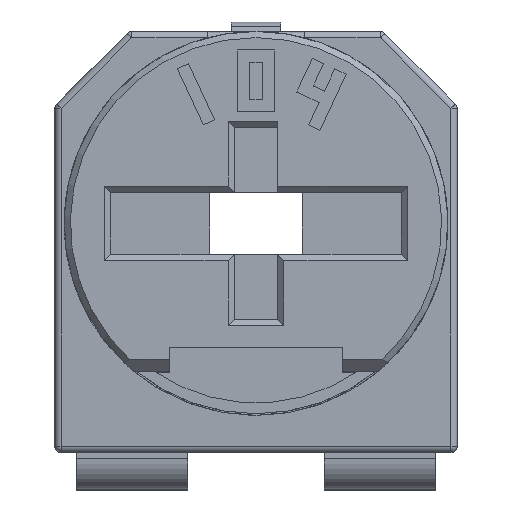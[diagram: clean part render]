
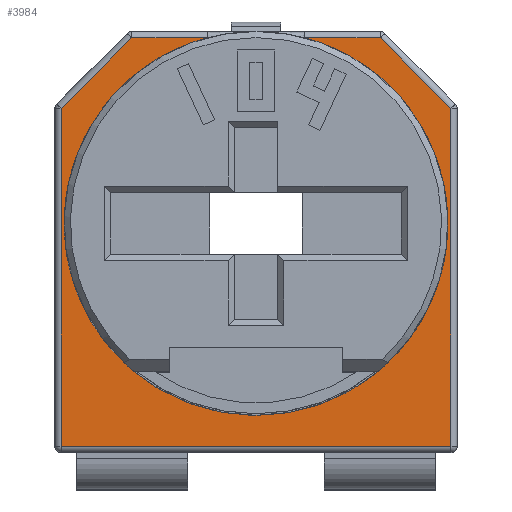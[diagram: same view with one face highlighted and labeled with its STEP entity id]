
A CAD part, top view. The second image highlights one B-rep face of the part: STEP entity #3984.
In plain terms, the highlighted planar face has unit normal (0, 0, 1).
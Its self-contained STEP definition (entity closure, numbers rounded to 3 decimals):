
#195=CIRCLE('',#4293,3.1);
#196=CIRCLE('',#4294,3.1);
#526=FACE_OUTER_BOUND('',#746,.T.);
#746=EDGE_LOOP('',(#3370,#3371,#3372,#3373,#3374,#3375,#3376,#3377,#3378));
#1132=LINE('',#6837,#1559);
#1133=LINE('',#6842,#1560);
#1136=LINE('',#6853,#1563);
#1138=LINE('',#6861,#1565);
#1140=LINE('',#6869,#1567);
#1141=LINE('',#6874,#1568);
#1143=LINE('',#6882,#1570);
#1559=VECTOR('',#5089,10.);
#1560=VECTOR('',#5094,10.);
#1563=VECTOR('',#5105,10.);
#1565=VECTOR('',#5113,10.);
#1567=VECTOR('',#5121,10.);
#1568=VECTOR('',#5126,10.);
#1570=VECTOR('',#5136,10.);
#1948=VERTEX_POINT('',#6833);
#1949=VERTEX_POINT('',#6835);
#1951=VERTEX_POINT('',#6841);
#1953=VERTEX_POINT('',#6847);
#1956=VERTEX_POINT('',#6855);
#1959=VERTEX_POINT('',#6863);
#1963=VERTEX_POINT('',#6873);
#1965=VERTEX_POINT('',#6879);
#1977=VERTEX_POINT('',#6988);
#2429=EDGE_CURVE('',#1949,#1948,#1132,.T.);
#2431=EDGE_CURVE('',#1948,#1951,#1133,.T.);
#2437=EDGE_CURVE('',#1951,#1953,#1136,.T.);
#2441=EDGE_CURVE('',#1953,#1956,#1138,.T.);
#2445=EDGE_CURVE('',#1956,#1959,#1140,.T.);
#2447=EDGE_CURVE('',#1959,#1963,#1141,.T.);
#2452=EDGE_CURVE('',#1963,#1965,#1143,.T.);
#2480=EDGE_CURVE('',#1977,#1949,#195,.T.);
#2481=EDGE_CURVE('',#1965,#1977,#196,.T.);
#3370=ORIENTED_EDGE('',*,*,#2452,.F.);
#3371=ORIENTED_EDGE('',*,*,#2447,.F.);
#3372=ORIENTED_EDGE('',*,*,#2445,.F.);
#3373=ORIENTED_EDGE('',*,*,#2441,.F.);
#3374=ORIENTED_EDGE('',*,*,#2437,.F.);
#3375=ORIENTED_EDGE('',*,*,#2431,.F.);
#3376=ORIENTED_EDGE('',*,*,#2429,.F.);
#3377=ORIENTED_EDGE('',*,*,#2480,.F.);
#3378=ORIENTED_EDGE('',*,*,#2481,.F.);
#3785=PLANE('',#4292);
#3984=ADVANCED_FACE('',(#526),#3785,.T.);
#4292=AXIS2_PLACEMENT_3D('',#6987,#5199,#5200);
#4293=AXIS2_PLACEMENT_3D('',#6989,#5201,#5202);
#4294=AXIS2_PLACEMENT_3D('',#6990,#5203,#5204);
#5089=DIRECTION('',(1.,0.,0.));
#5094=DIRECTION('',(0.707,-0.707,0.));
#5105=DIRECTION('',(0.,-1.,0.));
#5113=DIRECTION('',(-1.,0.,0.));
#5121=DIRECTION('',(0.,1.,0.));
#5126=DIRECTION('',(0.707,0.707,0.));
#5136=DIRECTION('',(1.,0.,0.));
#5199=DIRECTION('center_axis',(0.,0.,1.));
#5200=DIRECTION('ref_axis',(1.,0.,0.));
#5201=DIRECTION('center_axis',(0.,0.,1.));
#5202=DIRECTION('ref_axis',(1.,0.,0.));
#5203=DIRECTION('center_axis',(0.,0.,1.));
#5204=DIRECTION('ref_axis',(1.,0.,0.));
#6833=CARTESIAN_POINT('',(2.009,3.,0.));
#6835=CARTESIAN_POINT('',(0.781,3.,0.));
#6837=CARTESIAN_POINT('',(-1.625,3.,0.));
#6841=CARTESIAN_POINT('',(3.15,1.859,0.));
#6842=CARTESIAN_POINT('',(2.617,2.392,0.));
#6847=CARTESIAN_POINT('',(3.15,-3.6,0.));
#6853=CARTESIAN_POINT('',(3.15,1.4,0.));
#6855=CARTESIAN_POINT('',(-3.15,-3.6,0.));
#6861=CARTESIAN_POINT('',(1.625,-3.6,0.));
#6863=CARTESIAN_POINT('',(-3.15,1.859,0.));
#6869=CARTESIAN_POINT('',(-3.15,-2.,0.));
#6873=CARTESIAN_POINT('',(-2.009,3.,0.));
#6874=CARTESIAN_POINT('',(-2.617,2.392,0.));
#6879=CARTESIAN_POINT('',(-0.781,3.,0.));
#6882=CARTESIAN_POINT('',(-1.625,3.,0.));
#6987=CARTESIAN_POINT('Origin',(0.,-0.3,0.));
#6988=CARTESIAN_POINT('',(-3.1,0.,0.));
#6989=CARTESIAN_POINT('Origin',(0.,0.,0.));
#6990=CARTESIAN_POINT('Origin',(0.,0.,0.));
